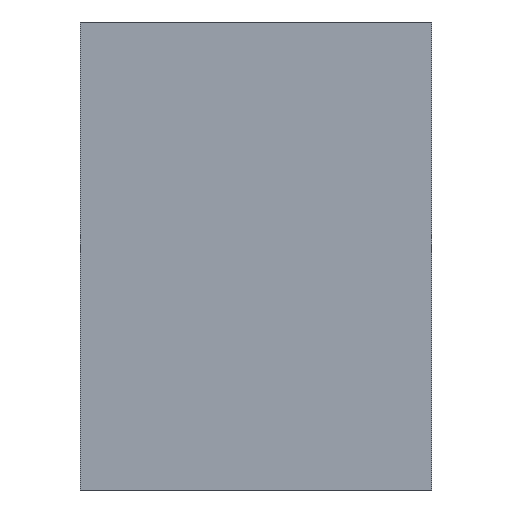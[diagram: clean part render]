
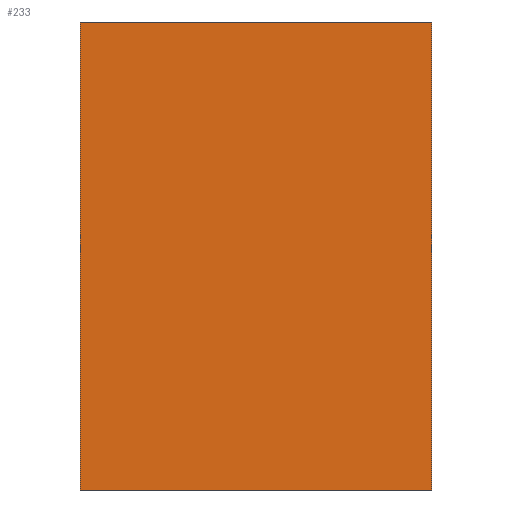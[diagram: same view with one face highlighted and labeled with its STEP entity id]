
A CAD part, left-side view. The second image highlights one B-rep face of the part: STEP entity #233.
In plain terms, the highlighted planar face has unit normal (-1, 0, 0).
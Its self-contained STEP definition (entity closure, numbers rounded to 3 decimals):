
#35=FACE_OUTER_BOUND('',#48,.T.);
#48=EDGE_LOOP('',(#193,#194,#195,#196));
#65=LINE('',#370,#91);
#73=LINE('',#385,#99);
#74=LINE('',#388,#100);
#75=LINE('',#389,#101);
#91=VECTOR('',#303,10.);
#99=VECTOR('',#317,10.);
#100=VECTOR('',#320,10.);
#101=VECTOR('',#321,10.);
#117=VERTEX_POINT('',#367);
#118=VERTEX_POINT('',#369);
#122=VERTEX_POINT('',#383);
#123=VERTEX_POINT('',#387);
#141=EDGE_CURVE('',#117,#118,#65,.T.);
#149=EDGE_CURVE('',#117,#122,#73,.T.);
#150=EDGE_CURVE('',#123,#122,#74,.T.);
#151=EDGE_CURVE('',#118,#123,#75,.T.);
#193=ORIENTED_EDGE('',*,*,#149,.T.);
#194=ORIENTED_EDGE('',*,*,#150,.F.);
#195=ORIENTED_EDGE('',*,*,#151,.F.);
#196=ORIENTED_EDGE('',*,*,#141,.F.);
#221=PLANE('',#264);
#233=ADVANCED_FACE('',(#35),#221,.T.);
#264=AXIS2_PLACEMENT_3D('',#386,#318,#319);
#303=DIRECTION('',(0.,1.,0.));
#317=DIRECTION('',(0.,0.,1.));
#318=DIRECTION('center_axis',(-1.,0.,0.));
#319=DIRECTION('ref_axis',(0.,-1.,0.));
#320=DIRECTION('',(0.,-1.,0.));
#321=DIRECTION('',(0.,0.,1.));
#367=CARTESIAN_POINT('',(0.,0.,-6.));
#369=CARTESIAN_POINT('',(0.,15.,-6.));
#370=CARTESIAN_POINT('',(0.,15.,-6.));
#383=CARTESIAN_POINT('',(0.,0.,14.));
#385=CARTESIAN_POINT('',(0.,0.,0.));
#386=CARTESIAN_POINT('Origin',(0.,15.,0.));
#387=CARTESIAN_POINT('',(0.,15.,14.));
#388=CARTESIAN_POINT('',(0.,15.,14.));
#389=CARTESIAN_POINT('',(0.,15.,0.));
